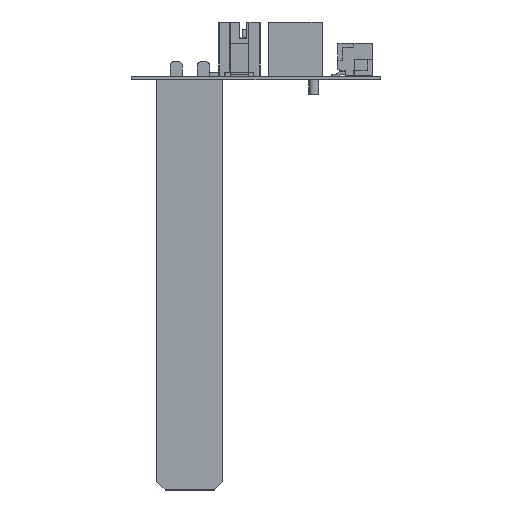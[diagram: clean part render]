
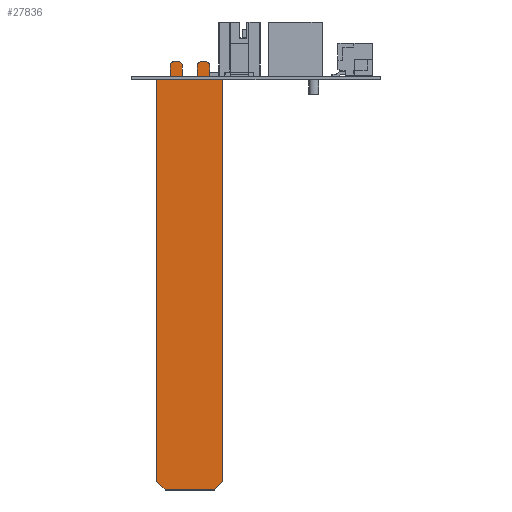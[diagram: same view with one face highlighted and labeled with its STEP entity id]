
A CAD part, front view. The second image highlights one B-rep face of the part: STEP entity #27836.
In plain terms, the highlighted face is planar.
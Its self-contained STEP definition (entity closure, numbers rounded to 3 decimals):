
#27354 = EDGE_CURVE('',#27355,#27357,#27359,.T.);
#27355 = VERTEX_POINT('',#27356);
#27356 = CARTESIAN_POINT('',(-1.6,51.3,-0.6));
#27357 = VERTEX_POINT('',#27358);
#27358 = CARTESIAN_POINT('',(-1.6,50.,-0.6));
#27359 = LINE('',#27360,#27361);
#27360 = CARTESIAN_POINT('',(-1.6,51.8,-0.6));
#27361 = VECTOR('',#27362,1.);
#27362 = DIRECTION('',(0.,-1.,0.));
#27405 = VERTEX_POINT('',#27406);
#27406 = CARTESIAN_POINT('',(-2.1,51.8,-0.6));
#27412 = EDGE_CURVE('',#27413,#27405,#27415,.T.);
#27413 = VERTEX_POINT('',#27414);
#27414 = CARTESIAN_POINT('',(-2.6,51.8,-0.6));
#27415 = LINE('',#27416,#27417);
#27416 = CARTESIAN_POINT('',(-3.1,51.8,-0.6));
#27417 = VECTOR('',#27418,1.);
#27418 = DIRECTION('',(1.,0.,0.));
#27445 = VERTEX_POINT('',#27446);
#27446 = CARTESIAN_POINT('',(-3.1,51.3,-0.6));
#27452 = EDGE_CURVE('',#27453,#27445,#27455,.T.);
#27453 = VERTEX_POINT('',#27454);
#27454 = CARTESIAN_POINT('',(-3.1,50.,-0.6));
#27455 = LINE('',#27456,#27457);
#27456 = CARTESIAN_POINT('',(-3.1,50.,-0.6));
#27457 = VECTOR('',#27458,1.);
#27458 = DIRECTION('',(0.,1.,0.));
#27474 = EDGE_CURVE('',#27475,#27453,#27477,.T.);
#27475 = VERTEX_POINT('',#27476);
#27476 = CARTESIAN_POINT('',(-4.9,50.,-0.6));
#27477 = LINE('',#27478,#27479);
#27478 = CARTESIAN_POINT('',(-4.9,50.,-0.6));
#27479 = VECTOR('',#27480,1.);
#27480 = DIRECTION('',(1.,0.,0.));
#27505 = EDGE_CURVE('',#27506,#27475,#27508,.T.);
#27506 = VERTEX_POINT('',#27507);
#27507 = CARTESIAN_POINT('',(-4.9,51.3,-0.6));
#27508 = LINE('',#27509,#27510);
#27509 = CARTESIAN_POINT('',(-4.9,51.8,-0.6));
#27510 = VECTOR('',#27511,1.);
#27511 = DIRECTION('',(0.,-1.,0.));
#27547 = VERTEX_POINT('',#27548);
#27548 = CARTESIAN_POINT('',(-5.4,51.8,-0.6));
#27554 = EDGE_CURVE('',#27555,#27547,#27557,.T.);
#27555 = VERTEX_POINT('',#27556);
#27556 = CARTESIAN_POINT('',(-5.9,51.8,-0.6));
#27557 = LINE('',#27558,#27559);
#27558 = CARTESIAN_POINT('',(-6.4,51.8,-0.6));
#27559 = VECTOR('',#27560,1.);
#27560 = DIRECTION('',(1.,0.,0.));
#27587 = VERTEX_POINT('',#27588);
#27588 = CARTESIAN_POINT('',(-6.4,51.3,-0.6));
#27594 = EDGE_CURVE('',#27595,#27587,#27597,.T.);
#27595 = VERTEX_POINT('',#27596);
#27596 = CARTESIAN_POINT('',(-6.4,50.,-0.6));
#27597 = LINE('',#27598,#27599);
#27598 = CARTESIAN_POINT('',(-6.4,50.,-0.6));
#27599 = VECTOR('',#27600,1.);
#27600 = DIRECTION('',(0.,1.,0.));
#27616 = EDGE_CURVE('',#27617,#27595,#27619,.T.);
#27617 = VERTEX_POINT('',#27618);
#27618 = CARTESIAN_POINT('',(-8.,50.,-0.6));
#27619 = LINE('',#27620,#27621);
#27620 = CARTESIAN_POINT('',(-8.,50.,-0.6));
#27621 = VECTOR('',#27622,1.);
#27622 = DIRECTION('',(1.,0.,0.));
#27647 = EDGE_CURVE('',#27648,#27617,#27650,.T.);
#27648 = VERTEX_POINT('',#27649);
#27649 = CARTESIAN_POINT('',(-8.,1.,-0.6));
#27650 = LINE('',#27651,#27652);
#27651 = CARTESIAN_POINT('',(-8.,5.,-0.6));
#27652 = VECTOR('',#27653,1.);
#27653 = DIRECTION('',(0.,1.,0.));
#27689 = VERTEX_POINT('',#27690);
#27690 = CARTESIAN_POINT('',(-7.,0.,-0.6));
#27696 = EDGE_CURVE('',#27689,#27697,#27699,.T.);
#27697 = VERTEX_POINT('',#27698);
#27698 = CARTESIAN_POINT('',(-1.,0.,-0.6));
#27699 = LINE('',#27700,#27701);
#27700 = CARTESIAN_POINT('',(-8.,0.,-0.6));
#27701 = VECTOR('',#27702,1.);
#27702 = DIRECTION('',(1.,0.,0.));
#27729 = VERTEX_POINT('',#27730);
#27730 = CARTESIAN_POINT('',(0.,1.,-0.6));
#27736 = EDGE_CURVE('',#27737,#27729,#27739,.T.);
#27737 = VERTEX_POINT('',#27738);
#27738 = CARTESIAN_POINT('',(0.,50.,-0.6));
#27739 = LINE('',#27740,#27741);
#27740 = CARTESIAN_POINT('',(0.,50.,-0.6));
#27741 = VECTOR('',#27742,1.);
#27742 = DIRECTION('',(0.,-1.,0.));
#27758 = EDGE_CURVE('',#27357,#27737,#27759,.T.);
#27759 = LINE('',#27760,#27761);
#27760 = CARTESIAN_POINT('',(-1.6,50.,-0.6));
#27761 = VECTOR('',#27762,1.);
#27762 = DIRECTION('',(1.,0.,0.));
#27836 = ADVANCED_FACE('',(#27837),#27891,.F.);
#27837 = FACE_BOUND('',#27838,.T.);
#27838 = EDGE_LOOP('',(#27839,#27840,#27847,#27848,#27849,#27850,#27856,
    #27857,#27863,#27864,#27865,#27866,#27873,#27874,#27881,#27882,
    #27883,#27884));
#27839 = ORIENTED_EDGE('',*,*,#27412,.T.);
#27840 = ORIENTED_EDGE('',*,*,#27841,.T.);
#27841 = EDGE_CURVE('',#27405,#27355,#27842,.T.);
#27842 = CIRCLE('',#27843,0.5);
#27843 = AXIS2_PLACEMENT_3D('',#27844,#27845,#27846);
#27844 = CARTESIAN_POINT('',(-2.1,51.3,-0.6));
#27845 = DIRECTION('',(0.,0.,-1.));
#27846 = DIRECTION('',(1.,0.,0.));
#27847 = ORIENTED_EDGE('',*,*,#27354,.T.);
#27848 = ORIENTED_EDGE('',*,*,#27758,.T.);
#27849 = ORIENTED_EDGE('',*,*,#27736,.T.);
#27850 = ORIENTED_EDGE('',*,*,#27851,.T.);
#27851 = EDGE_CURVE('',#27729,#27697,#27852,.T.);
#27852 = LINE('',#27853,#27854);
#27853 = CARTESIAN_POINT('',(0.,1.,-0.6));
#27854 = VECTOR('',#27855,1.);
#27855 = DIRECTION('',(-0.707,-0.707,0.));
#27856 = ORIENTED_EDGE('',*,*,#27696,.F.);
#27857 = ORIENTED_EDGE('',*,*,#27858,.T.);
#27858 = EDGE_CURVE('',#27689,#27648,#27859,.T.);
#27859 = LINE('',#27860,#27861);
#27860 = CARTESIAN_POINT('',(-7.,0.,-0.6));
#27861 = VECTOR('',#27862,1.);
#27862 = DIRECTION('',(-0.707,0.707,-0.));
#27863 = ORIENTED_EDGE('',*,*,#27647,.T.);
#27864 = ORIENTED_EDGE('',*,*,#27616,.T.);
#27865 = ORIENTED_EDGE('',*,*,#27594,.T.);
#27866 = ORIENTED_EDGE('',*,*,#27867,.T.);
#27867 = EDGE_CURVE('',#27587,#27555,#27868,.T.);
#27868 = CIRCLE('',#27869,0.5);
#27869 = AXIS2_PLACEMENT_3D('',#27870,#27871,#27872);
#27870 = CARTESIAN_POINT('',(-5.9,51.3,-0.6));
#27871 = DIRECTION('',(0.,0.,-1.));
#27872 = DIRECTION('',(1.,0.,0.));
#27873 = ORIENTED_EDGE('',*,*,#27554,.T.);
#27874 = ORIENTED_EDGE('',*,*,#27875,.T.);
#27875 = EDGE_CURVE('',#27547,#27506,#27876,.T.);
#27876 = CIRCLE('',#27877,0.5);
#27877 = AXIS2_PLACEMENT_3D('',#27878,#27879,#27880);
#27878 = CARTESIAN_POINT('',(-5.4,51.3,-0.6));
#27879 = DIRECTION('',(0.,0.,-1.));
#27880 = DIRECTION('',(1.,0.,0.));
#27881 = ORIENTED_EDGE('',*,*,#27505,.T.);
#27882 = ORIENTED_EDGE('',*,*,#27474,.T.);
#27883 = ORIENTED_EDGE('',*,*,#27452,.T.);
#27884 = ORIENTED_EDGE('',*,*,#27885,.T.);
#27885 = EDGE_CURVE('',#27445,#27413,#27886,.T.);
#27886 = CIRCLE('',#27887,0.5);
#27887 = AXIS2_PLACEMENT_3D('',#27888,#27889,#27890);
#27888 = CARTESIAN_POINT('',(-2.6,51.3,-0.6));
#27889 = DIRECTION('',(0.,0.,-1.));
#27890 = DIRECTION('',(1.,0.,0.));
#27891 = PLANE('',#27892);
#27892 = AXIS2_PLACEMENT_3D('',#27893,#27894,#27895);
#27893 = CARTESIAN_POINT('',(0.,0.,-0.6));
#27894 = DIRECTION('',(-0.,0.,1.));
#27895 = DIRECTION('',(1.,0.,0.));
